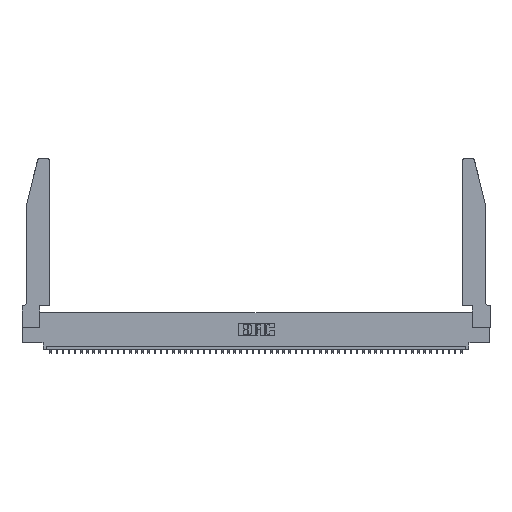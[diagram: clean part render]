
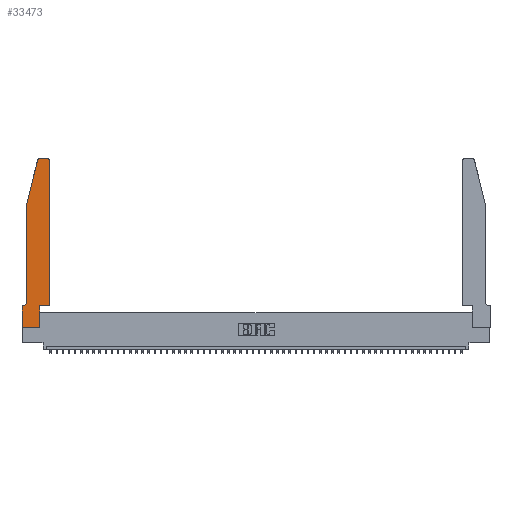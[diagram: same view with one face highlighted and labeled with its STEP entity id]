
A CAD part, top view. The second image highlights one B-rep face of the part: STEP entity #33473.
In plain terms, the highlighted planar face has unit normal (0, 0, 1).
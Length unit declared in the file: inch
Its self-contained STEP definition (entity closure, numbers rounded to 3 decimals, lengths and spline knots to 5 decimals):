
#641 = VERTEX_POINT ( 'NONE', #8501 ) ;
#1778 = EDGE_CURVE ( 'NONE', #10771, #641, #2497, .T. ) ;
#2497 = LINE ( 'NONE', #22033, #33657 ) ;
#2509 = CARTESIAN_POINT ( 'NONE',  ( 0.25487, 2.72718, 0.37 ) ) ;
#2739 = CIRCLE ( 'NONE', #6623, 0.07 ) ;
#3086 = DIRECTION ( 'NONE',  ( 0., 0., 1. ) ) ;
#3151 = FACE_OUTER_BOUND ( 'NONE', #15706, .T. ) ;
#4025 = CARTESIAN_POINT ( 'NONE',  ( 0.0055, 0.42, 0.37 ) ) ;
#5372 = DIRECTION ( 'NONE',  ( 1., 0., 0. ) ) ;
#5608 = PLANE ( 'NONE',  #14317 ) ;
#6292 = DIRECTION ( 'NONE',  ( 1., 0., 0. ) ) ;
#6623 = AXIS2_PLACEMENT_3D ( 'NONE', #4025, #18941, #32620 ) ;
#6963 = CIRCLE ( 'NONE', #30993, 0.03 ) ;
#7249 = EDGE_CURVE ( 'NONE', #10283, #10771, #16819, .T. ) ;
#7517 = CARTESIAN_POINT ( 'NONE',  ( 0.4205, 2.75, 0.37 ) ) ;
#7526 = LINE ( 'NONE', #34760, #33607 ) ;
#7611 = CARTESIAN_POINT ( 'NONE',  ( 0.0755, 0.42, 0.37 ) ) ;
#7749 = CARTESIAN_POINT ( 'NONE',  ( 0., 0., 0.37 ) ) ;
#7917 = VECTOR ( 'NONE', #20256, 39.37008 ) ;
#8501 = CARTESIAN_POINT ( 'NONE',  ( 0.4505, 0.35, 0.37 ) ) ;
#9816 = CARTESIAN_POINT ( 'NONE',  ( 0.2865, 0.35, 0.37 ) ) ;
#9922 = DIRECTION ( 'NONE',  ( 1., 0., 0. ) ) ;
#10014 = CARTESIAN_POINT ( 'NONE',  ( 0., 0.35, 0.37 ) ) ;
#10191 = DIRECTION ( 'NONE',  ( 0., 0., 1. ) ) ;
#10283 = VERTEX_POINT ( 'NONE', #42322 ) ;
#10771 = VERTEX_POINT ( 'NONE', #25000 ) ;
#11631 = ORIENTED_EDGE ( 'NONE', *, *, #14777, .T. ) ;
#11975 = ORIENTED_EDGE ( 'NONE', *, *, #7249, .T. ) ;
#12541 = EDGE_CURVE ( 'NONE', #38157, #10283, #23979, .T. ) ;
#14308 = DIRECTION ( 'NONE',  ( -1., 0., 0. ) ) ;
#14317 = AXIS2_PLACEMENT_3D ( 'NONE', #10014, #10191, #6292 ) ;
#14777 = EDGE_CURVE ( 'NONE', #19218, #23968, #40227, .T. ) ;
#15047 = DIRECTION ( 'NONE',  ( 1., 0., 0. ) ) ;
#15582 = CARTESIAN_POINT ( 'NONE',  ( 0.0755, 2., 0.37 ) ) ;
#15706 = EDGE_LOOP ( 'NONE', ( #29833, #37808, #50417, #42966, #36226, #11631, #43564, #38206, #11975, #34757, #40590, #39305 ) ) ;
#15954 = LINE ( 'NONE', #36121, #45902 ) ;
#16819 = LINE ( 'NONE', #9816, #44155 ) ;
#18077 = CARTESIAN_POINT ( 'NONE',  ( 0.4505, 2.72, 0.37 ) ) ;
#18191 = DIRECTION ( 'NONE',  ( 0., 1., 0. ) ) ;
#18926 = EDGE_CURVE ( 'NONE', #45522, #27734, #15954, .T. ) ;
#18941 = DIRECTION ( 'NONE',  ( 0., 0., -1. ) ) ;
#19136 = DIRECTION ( 'NONE',  ( 0., 0., 1. ) ) ;
#19218 = VERTEX_POINT ( 'NONE', #37349 ) ;
#19222 = CARTESIAN_POINT ( 'NONE',  ( 0.284, 2.72, 0.37 ) ) ;
#20256 = DIRECTION ( 'NONE',  ( 0., -1., 0. ) ) ;
#20489 = EDGE_CURVE ( 'NONE', #35512, #45522, #25746, .T. ) ;
#22033 = CARTESIAN_POINT ( 'NONE',  ( 0.4505, 0.35, 0.37 ) ) ;
#22083 = LINE ( 'NONE', #27787, #42445 ) ;
#22136 = CARTESIAN_POINT ( 'NONE',  ( 0.0755, 2., 0.37 ) ) ;
#22698 = CARTESIAN_POINT ( 'NONE',  ( 0.4205, 2.72, 0.37 ) ) ;
#23968 = VERTEX_POINT ( 'NONE', #48499 ) ;
#23979 = LINE ( 'NONE', #36861, #49472 ) ;
#24344 = EDGE_CURVE ( 'NONE', #49436, #25087, #6963, .T. ) ;
#25000 = CARTESIAN_POINT ( 'NONE',  ( 0.2865, 0.35, 0.37 ) ) ;
#25087 = VERTEX_POINT ( 'NONE', #7517 ) ;
#25746 = CIRCLE ( 'NONE', #49634, 0.03 ) ;
#27438 = VECTOR ( 'NONE', #48334, 39.37008 ) ;
#27734 = VERTEX_POINT ( 'NONE', #22136 ) ;
#27787 = CARTESIAN_POINT ( 'NONE',  ( 0.4505, 0.35, 0.37 ) ) ;
#29833 = ORIENTED_EDGE ( 'NONE', *, *, #47517, .T. ) ;
#30993 = AXIS2_PLACEMENT_3D ( 'NONE', #22698, #19136, #15047 ) ;
#31866 = DIRECTION ( 'NONE',  ( 0., 1., 0. ) ) ;
#32620 = DIRECTION ( 'NONE',  ( -1., 0., 0. ) ) ;
#32859 = CARTESIAN_POINT ( 'NONE',  ( 0., 0., 0.37 ) ) ;
#33006 = DIRECTION ( 'NONE',  ( 0., -1., 0. ) ) ;
#33473 = ADVANCED_FACE ( 'NONE', ( #3151 ), #5608, .T. ) ;
#33607 = VECTOR ( 'NONE', #14308, 39.37008 ) ;
#33657 = VECTOR ( 'NONE', #9922, 39.37008 ) ;
#34757 = ORIENTED_EDGE ( 'NONE', *, *, #1778, .T. ) ;
#34760 = CARTESIAN_POINT ( 'NONE',  ( 0.2605, 2.75, 0.37 ) ) ;
#35425 = DIRECTION ( 'NONE',  ( 1., 0., 0. ) ) ;
#35512 = VERTEX_POINT ( 'NONE', #40238 ) ;
#35572 = CARTESIAN_POINT ( 'NONE',  ( 0.0755, 0.35, 0.37 ) ) ;
#35586 = DIRECTION ( 'NONE',  ( -0.239, -0.971, 0. ) ) ;
#36121 = CARTESIAN_POINT ( 'NONE',  ( 0.0755, 2., 0.37 ) ) ;
#36226 = ORIENTED_EDGE ( 'NONE', *, *, #36690, .T. ) ;
#36690 = EDGE_CURVE ( 'NONE', #43997, #19218, #2739, .T. ) ;
#36861 = CARTESIAN_POINT ( 'NONE',  ( 0., 0., 0.37 ) ) ;
#37349 = CARTESIAN_POINT ( 'NONE',  ( 0.0055, 0.35, 0.37 ) ) ;
#37808 = ORIENTED_EDGE ( 'NONE', *, *, #20489, .T. ) ;
#38157 = VERTEX_POINT ( 'NONE', #32859 ) ;
#38206 = ORIENTED_EDGE ( 'NONE', *, *, #12541, .T. ) ;
#39305 = ORIENTED_EDGE ( 'NONE', *, *, #24344, .T. ) ;
#40128 = LINE ( 'NONE', #15582, #40798 ) ;
#40227 = LINE ( 'NONE', #35572, #27438 ) ;
#40238 = CARTESIAN_POINT ( 'NONE',  ( 0.284, 2.75, 0.37 ) ) ;
#40590 = ORIENTED_EDGE ( 'NONE', *, *, #48745, .T. ) ;
#40798 = VECTOR ( 'NONE', #33006, 39.37008 ) ;
#41887 = EDGE_CURVE ( 'NONE', #27734, #43997, #40128, .T. ) ;
#42322 = CARTESIAN_POINT ( 'NONE',  ( 0.2865, 0., 0.37 ) ) ;
#42445 = VECTOR ( 'NONE', #31866, 39.37008 ) ;
#42919 = LINE ( 'NONE', #7749, #7917 ) ;
#42966 = ORIENTED_EDGE ( 'NONE', *, *, #41887, .T. ) ;
#43564 = ORIENTED_EDGE ( 'NONE', *, *, #51547, .T. ) ;
#43997 = VERTEX_POINT ( 'NONE', #7611 ) ;
#44155 = VECTOR ( 'NONE', #18191, 39.37008 ) ;
#45522 = VERTEX_POINT ( 'NONE', #2509 ) ;
#45902 = VECTOR ( 'NONE', #35586, 39.37008 ) ;
#47517 = EDGE_CURVE ( 'NONE', #25087, #35512, #7526, .T. ) ;
#48334 = DIRECTION ( 'NONE',  ( -1., 0., 0. ) ) ;
#48499 = CARTESIAN_POINT ( 'NONE',  ( 0., 0.35, 0.37 ) ) ;
#48745 = EDGE_CURVE ( 'NONE', #641, #49436, #22083, .T. ) ;
#49436 = VERTEX_POINT ( 'NONE', #18077 ) ;
#49472 = VECTOR ( 'NONE', #5372, 39.37008 ) ;
#49634 = AXIS2_PLACEMENT_3D ( 'NONE', #19222, #3086, #35425 ) ;
#50417 = ORIENTED_EDGE ( 'NONE', *, *, #18926, .T. ) ;
#51547 = EDGE_CURVE ( 'NONE', #23968, #38157, #42919, .T. ) ;
